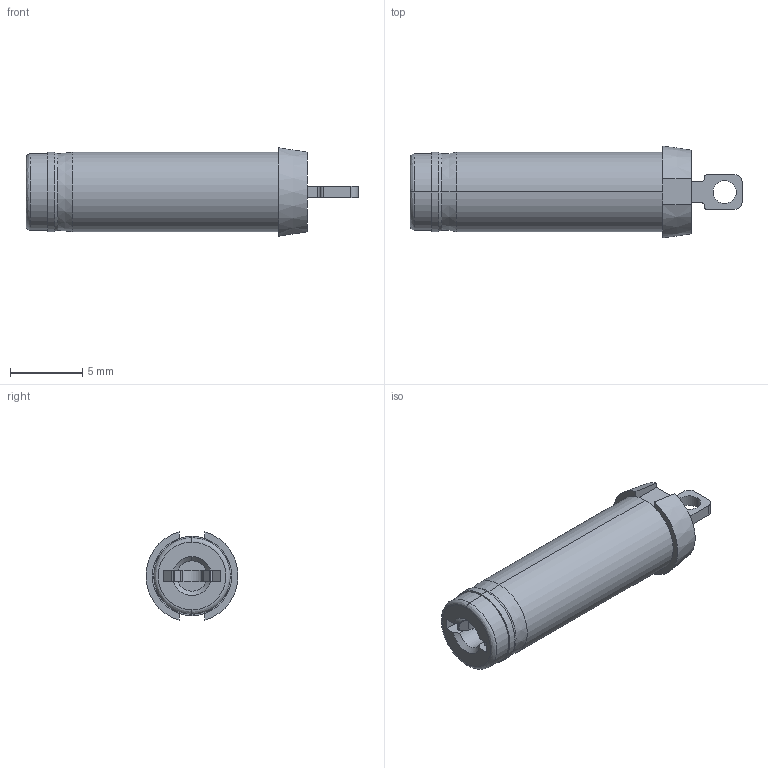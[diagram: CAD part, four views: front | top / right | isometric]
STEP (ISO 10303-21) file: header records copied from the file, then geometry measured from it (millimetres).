
FILE_DESCRIPTION (( 'STEP AP203' ), '1' );
FILE_NAME ('50-00540_revA.STEP', '2016-10-27T22:37:24', ( '' ), ( '' ), 'SwSTEP 2.0', 'SolidWorks 2015', '' );
FILE_SCHEMA (( 'CONFIG_CONTROL_DESIGN' ));
Length unit declared in the file: millimetre
Products named in the file (4): 5521TV_1; 1N00; DT521-040_1; 50-00540_revA
Assembly tree (3 placements, depth 2):
  50-00540_revA
    5521TV_1
    1N00
    DT521-040_1
Bounding box: 23 x 6.36 x 6.12 mm (x, y, z)
Volume: 421.3 mm3; surface area: 1248.5 mm2
Topology: 3 solids, 3 shells, 121 faces, 321 edges, 207 vertices
Faces by surface type: plane 54, cylinder 48, cone 17, bspline 2
Entity records: 4222 total; most frequent: CARTESIAN_POINT 715, DIRECTION 680, ORIENTED_EDGE 642, EDGE_CURVE 321, AXIS2_PLACEMENT_3D 244, VERTEX_POINT 207, VECTOR 192, LINE 192
